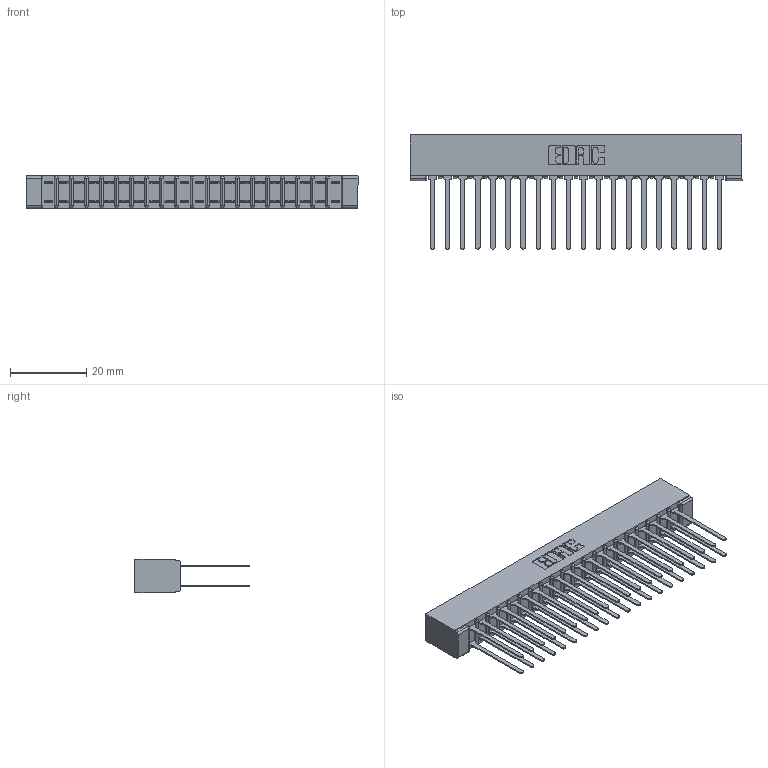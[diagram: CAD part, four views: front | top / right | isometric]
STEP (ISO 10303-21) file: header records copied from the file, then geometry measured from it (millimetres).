
FILE_DESCRIPTION (( 'STEP AP203' ), '1' );
FILE_NAME ('357-040-540-201.STEP', '2018-08-11T05:55:34', ( '' ), ( '' ), 'SwSTEP 2.0', 'SolidWorks 2016', '' );
FILE_SCHEMA (( 'CONFIG_CONTROL_DESIGN' ));
Length unit declared in the file: inch
Products named in the file (3): 307 Part_No Mounting Lugs; 307-290-001_540; 357-040-540-201
Assembly tree (41 placements, depth 2):
  357-040-540-201
    307 Part_No Mounting Lugs
    307-290-001_540  x40
Bounding box: 87.12 x 30 x 8.71 mm (x, y, z)
Volume: 6155.4 mm3; surface area: 12512.7 mm2
Topology: 41 solids, 41 shells, 1971 faces, 5499 edges, 3554 vertices
Faces by surface type: plane 1306, cylinder 623, sphere 42
Entity records: 20188 total; most frequent: CARTESIAN_POINT 3304, ORIENTED_EDGE 3270, DIRECTION 3245, EDGE_CURVE 1635, LINE 1247, VECTOR 1247, VERTEX_POINT 1058, AXIS2_PLACEMENT_3D 999
